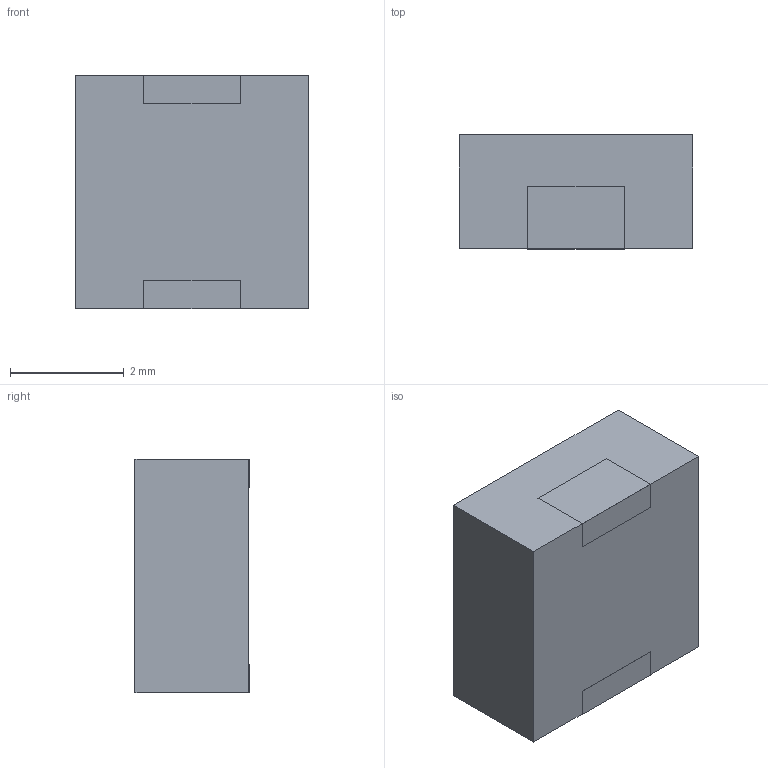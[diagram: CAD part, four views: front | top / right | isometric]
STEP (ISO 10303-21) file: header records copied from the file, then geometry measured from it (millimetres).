
FILE_DESCRIPTION (( 'STEP AP203' ), '1' );
FILE_NAME ('ST-0402T.STEP', '2016-09-08T18:58:50', ( 'Gem' ), ( '' ), 'SwSTEP 2.0', 'SolidWorks 2013', '' );
FILE_SCHEMA (( 'CONFIG_CONTROL_DESIGN' ));
Length unit declared in the file: millimetre
Products named in the file (1): ST-0402T
Bounding box: 4.1 x 2 x 4.11 mm (x, y, z)
Surface area: 73.5 mm2
Topology: 2 solids, 2 shells, 39 faces, 96 edges, 64 vertices
Faces by surface type: plane 34, cylinder 5
Entity records: 1217 total; most frequent: CARTESIAN_POINT 200, ORIENTED_EDGE 192, DIRECTION 186, EDGE_CURVE 96, VECTOR 86, LINE 86, VERTEX_POINT 64, AXIS2_PLACEMENT_3D 50
